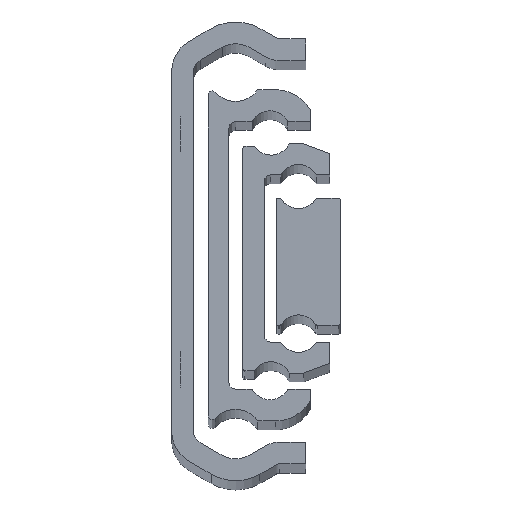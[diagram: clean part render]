
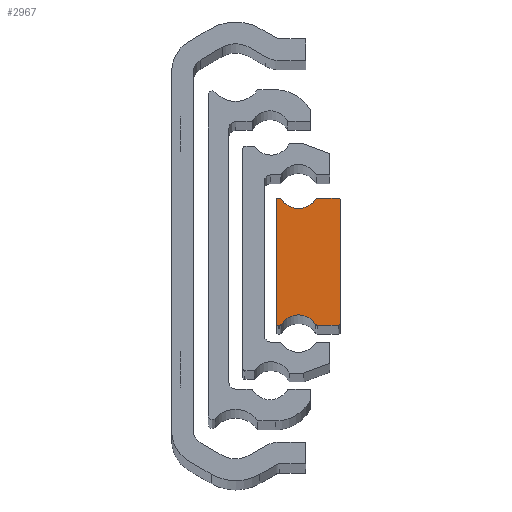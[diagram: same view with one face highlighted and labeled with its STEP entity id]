
A CAD part, top view. The second image highlights one B-rep face of the part: STEP entity #2967.
In plain terms, the highlighted planar face has unit normal (0, 0, 1).
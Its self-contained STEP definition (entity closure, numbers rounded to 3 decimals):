
#201 = VECTOR ( 'NONE', #2811, 1000. ) ;
#208 = ORIENTED_EDGE ( 'NONE', *, *, #2214, .T. ) ;
#209 = ORIENTED_EDGE ( 'NONE', *, *, #2211, .T. ) ;
#210 = ORIENTED_EDGE ( 'NONE', *, *, #2220, .T. ) ;
#211 = ORIENTED_EDGE ( 'NONE', *, *, #2940, .T. ) ;
#212 = ORIENTED_EDGE ( 'NONE', *, *, #2245, .T. ) ;
#213 = ORIENTED_EDGE ( 'NONE', *, *, #2936, .T. ) ;
#214 = ORIENTED_EDGE ( 'NONE', *, *, #3045, .T. ) ;
#215 = ORIENTED_EDGE ( 'NONE', *, *, #2235, .T. ) ;
#216 = ORIENTED_EDGE ( 'NONE', *, *, #2257, .T. ) ;
#217 = ORIENTED_EDGE ( 'NONE', *, *, #3194, .T. ) ;
#218 = ORIENTED_EDGE ( 'NONE', *, *, #2082, .T. ) ;
#219 = ORIENTED_EDGE ( 'NONE', *, *, #3207, .T. ) ;
#220 = ORIENTED_EDGE ( 'NONE', *, *, #2216, .T. ) ;
#464 = LINE ( 'NONE', #2804, #201 ) ;
#537 = CIRCLE ( 'NONE', #3333, 0.3 ) ;
#541 = LINE ( 'NONE', #2844, #543 ) ;
#542 = CIRCLE ( 'NONE', #3330, 3.04 ) ;
#543 = VECTOR ( 'NONE', #2721, 1000. ) ;
#544 = LINE ( 'NONE', #2834, #551 ) ;
#551 = VECTOR ( 'NONE', #2864, 1000. ) ;
#579 = CIRCLE ( 'NONE', #3338, 0.3 ) ;
#593 = LINE ( 'NONE', #2550, #594 ) ;
#594 = VECTOR ( 'NONE', #2567, 1000. ) ;
#614 = CIRCLE ( 'NONE', #3348, 3.04 ) ;
#658 = CIRCLE ( 'NONE', #3353, 0.2 ) ;
#663 = CIRCLE ( 'NONE', #3349, 0.2 ) ;
#708 = FACE_OUTER_BOUND ( 'NONE', #2432, .T. ) ;
#854 = LINE ( 'NONE', #1459, #855 ) ;
#855 = VECTOR ( 'NONE', #1460, 1000. ) ;
#938 = CIRCLE ( 'NONE', #3107, 0.3 ) ;
#960 = CIRCLE ( 'NONE', #3112, 0.3 ) ;
#1013 = LINE ( 'NONE', #1728, #1020 ) ;
#1020 = VECTOR ( 'NONE', #1729, 1000. ) ;
#1034 = CIRCLE ( 'NONE', #3130, 0.3 ) ;
#1133 = CIRCLE ( 'NONE', #3152, 0.3 ) ;
#1192 = CARTESIAN_POINT ( 'NONE',  ( 19.45, 9.2, 751.5 ) ) ;
#1193 = PLANE ( 'NONE',  #3383 ) ;
#1195 = DIRECTION ( 'NONE',  ( 0., 0., 1. ) ) ;
#1196 = DIRECTION ( 'NONE',  ( 1., 0., 0. ) ) ;
#1459 = CARTESIAN_POINT ( 'NONE',  ( 10.45, -9.5, 751.5 ) ) ;
#1460 = DIRECTION ( 'NONE',  ( 1., 0., 0. ) ) ;
#1600 = CARTESIAN_POINT ( 'NONE',  ( 16.32, -9.2, 751.5 ) ) ;
#1602 = DIRECTION ( 'NONE',  ( 0., 0., 1. ) ) ;
#1603 = DIRECTION ( 'NONE',  ( 1., 0., 0. ) ) ;
#1623 = CARTESIAN_POINT ( 'NONE',  ( 19.45, -9.2, 751.5 ) ) ;
#1633 = DIRECTION ( 'NONE',  ( 0., 0., 1. ) ) ;
#1634 = DIRECTION ( 'NONE',  ( 1., 0., 0. ) ) ;
#1728 = CARTESIAN_POINT ( 'NONE',  ( 19.45, 9.5, 751.5 ) ) ;
#1729 = DIRECTION ( 'NONE',  ( -1., 0., 0. ) ) ;
#1736 = CARTESIAN_POINT ( 'NONE',  ( 19.45, 9.2, 751.5 ) ) ;
#1742 = DIRECTION ( 'NONE',  ( 0., 0., 1. ) ) ;
#1743 = DIRECTION ( 'NONE',  ( 1., 0., 0. ) ) ;
#1875 = CARTESIAN_POINT ( 'NONE',  ( 16.32, 9.2, 751.5 ) ) ;
#1883 = DIRECTION ( 'NONE',  ( 0., 0., 1. ) ) ;
#1884 = DIRECTION ( 'NONE',  ( 1., 0., 0. ) ) ;
#2082 = EDGE_CURVE ( 'NONE', #2881, #2879, #464, .T. ) ;
#2111 = DIRECTION ( 'NONE',  ( 0., 0., 1. ) ) ;
#2115 = DIRECTION ( 'NONE',  ( 0., 0., 1. ) ) ;
#2136 = CARTESIAN_POINT ( 'NONE',  ( 10.45, -9.3, 751.5 ) ) ;
#2142 = CARTESIAN_POINT ( 'NONE',  ( 10.45, 9.3, 751.5 ) ) ;
#2143 = DIRECTION ( 'NONE',  ( 1., 0., 0. ) ) ;
#2150 = DIRECTION ( 'NONE',  ( 1., 0., 0. ) ) ;
#2211 = EDGE_CURVE ( 'NONE', #2611, #2903, #537, .T. ) ;
#2214 = EDGE_CURVE ( 'NONE', #2760, #2611, #542, .T. ) ;
#2216 = EDGE_CURVE ( 'NONE', #2823, #2802, #541, .T. ) ;
#2220 = EDGE_CURVE ( 'NONE', #2903, #2866, #544, .T. ) ;
#2235 = EDGE_CURVE ( 'NONE', #2799, #2781, #579, .T. ) ;
#2245 = EDGE_CURVE ( 'NONE', #2784, #2644, #593, .T. ) ;
#2257 = EDGE_CURVE ( 'NONE', #2781, #2871, #614, .T. ) ;
#2369 = ORIENTED_EDGE ( 'NONE', *, *, #3253, .T. ) ;
#2418 = ORIENTED_EDGE ( 'NONE', *, *, #3496, .T. ) ;
#2425 = ORIENTED_EDGE ( 'NONE', *, *, #3247, .T. ) ;
#2432 = EDGE_LOOP ( 'NONE', ( #2369, #2425, #2418, #208, #209, #210, #211, #212, #213, #214, #215, #216, #217, #218, #219, #220 ) ) ;
#2550 = CARTESIAN_POINT ( 'NONE',  ( 10.25, 9.3, 751.5 ) ) ;
#2567 = DIRECTION ( 'NONE',  ( 0., -1., 0. ) ) ;
#2581 = DIRECTION ( 'NONE',  ( 0., 0., 1. ) ) ;
#2582 = CARTESIAN_POINT ( 'NONE',  ( 10.68, -9.2, 751.5 ) ) ;
#2587 = DIRECTION ( 'NONE',  ( 1., 0., 0. ) ) ;
#2611 = VERTEX_POINT ( 'NONE', #3672 ) ;
#2641 = VERTEX_POINT ( 'NONE', #3665 ) ;
#2644 = VERTEX_POINT ( 'NONE', #3663 ) ;
#2721 = DIRECTION ( 'NONE',  ( 0., 1., 0. ) ) ;
#2753 = VERTEX_POINT ( 'NONE', #3711 ) ;
#2756 = VERTEX_POINT ( 'NONE', #3626 ) ;
#2760 = VERTEX_POINT ( 'NONE', #3624 ) ;
#2781 = VERTEX_POINT ( 'NONE', #3729 ) ;
#2784 = VERTEX_POINT ( 'NONE', #3519 ) ;
#2799 = VERTEX_POINT ( 'NONE', #3532 ) ;
#2802 = VERTEX_POINT ( 'NONE', #3554 ) ;
#2804 = CARTESIAN_POINT ( 'NONE',  ( 16.32, -9.5, 751.5 ) ) ;
#2811 = DIRECTION ( 'NONE',  ( 1., 0., 0. ) ) ;
#2823 = VERTEX_POINT ( 'NONE', #3561 ) ;
#2830 = CARTESIAN_POINT ( 'NONE',  ( 10.68, 9.2, 751.5 ) ) ;
#2834 = CARTESIAN_POINT ( 'NONE',  ( 10.68, 9.5, 751.5 ) ) ;
#2839 = DIRECTION ( 'NONE',  ( 0., 0., 1. ) ) ;
#2843 = DIRECTION ( 'NONE',  ( 1., 0., 0. ) ) ;
#2844 = CARTESIAN_POINT ( 'NONE',  ( 19.75, -9.2, 751.5 ) ) ;
#2851 = CARTESIAN_POINT ( 'NONE',  ( 13.5, 10.99, 751.5 ) ) ;
#2864 = DIRECTION ( 'NONE',  ( -1., 0., 0. ) ) ;
#2866 = VERTEX_POINT ( 'NONE', #3502 ) ;
#2871 = VERTEX_POINT ( 'NONE', #3507 ) ;
#2878 = DIRECTION ( 'NONE',  ( 0., 0., -1. ) ) ;
#2879 = VERTEX_POINT ( 'NONE', #3577 ) ;
#2881 = VERTEX_POINT ( 'NONE', #3583 ) ;
#2885 = DIRECTION ( 'NONE',  ( 1., 0., 0. ) ) ;
#2903 = VERTEX_POINT ( 'NONE', #3707 ) ;
#2936 = EDGE_CURVE ( 'NONE', #2644, #2756, #658, .T. ) ;
#2940 = EDGE_CURVE ( 'NONE', #2866, #2784, #663, .T. ) ;
#2967 = ADVANCED_FACE ( 'NONE', ( #708 ), #1193, .T. ) ;
#3045 = EDGE_CURVE ( 'NONE', #2756, #2799, #854, .T. ) ;
#3107 = AXIS2_PLACEMENT_3D ( 'NONE', #1600, #1602, #1603 ) ;
#3112 = AXIS2_PLACEMENT_3D ( 'NONE', #1623, #1633, #1634 ) ;
#3130 = AXIS2_PLACEMENT_3D ( 'NONE', #1736, #1742, #1743 ) ;
#3152 = AXIS2_PLACEMENT_3D ( 'NONE', #1875, #1883, #1884 ) ;
#3194 = EDGE_CURVE ( 'NONE', #2871, #2881, #938, .T. ) ;
#3207 = EDGE_CURVE ( 'NONE', #2879, #2823, #960, .T. ) ;
#3247 = EDGE_CURVE ( 'NONE', #2641, #2753, #1013, .T. ) ;
#3253 = EDGE_CURVE ( 'NONE', #2802, #2641, #1034, .T. ) ;
#3330 = AXIS2_PLACEMENT_3D ( 'NONE', #2851, #2878, #2885 ) ;
#3333 = AXIS2_PLACEMENT_3D ( 'NONE', #2830, #2839, #2843 ) ;
#3338 = AXIS2_PLACEMENT_3D ( 'NONE', #2582, #2581, #2587 ) ;
#3348 = AXIS2_PLACEMENT_3D ( 'NONE', #3591, #3639, #3638 ) ;
#3349 = AXIS2_PLACEMENT_3D ( 'NONE', #2142, #2115, #2150 ) ;
#3353 = AXIS2_PLACEMENT_3D ( 'NONE', #2136, #2111, #2143 ) ;
#3383 = AXIS2_PLACEMENT_3D ( 'NONE', #1192, #1195, #1196 ) ;
#3496 = EDGE_CURVE ( 'NONE', #2753, #2760, #1133, .T. ) ;
#3502 = CARTESIAN_POINT ( 'NONE',  ( 10.45, 9.5, 751.5 ) ) ;
#3507 = CARTESIAN_POINT ( 'NONE',  ( 16.067, -9.361, 751.5 ) ) ;
#3519 = CARTESIAN_POINT ( 'NONE',  ( 10.25, 9.3, 751.5 ) ) ;
#3532 = CARTESIAN_POINT ( 'NONE',  ( 10.68, -9.5, 751.5 ) ) ;
#3554 = CARTESIAN_POINT ( 'NONE',  ( 19.75, 9.2, 751.5 ) ) ;
#3561 = CARTESIAN_POINT ( 'NONE',  ( 19.75, -9.2, 751.5 ) ) ;
#3577 = CARTESIAN_POINT ( 'NONE',  ( 19.45, -9.5, 751.5 ) ) ;
#3583 = CARTESIAN_POINT ( 'NONE',  ( 16.32, -9.5, 751.5 ) ) ;
#3591 = CARTESIAN_POINT ( 'NONE',  ( 13.5, -10.99, 751.5 ) ) ;
#3624 = CARTESIAN_POINT ( 'NONE',  ( 16.067, 9.361, 751.5 ) ) ;
#3626 = CARTESIAN_POINT ( 'NONE',  ( 10.45, -9.5, 751.5 ) ) ;
#3638 = DIRECTION ( 'NONE',  ( 1., 0., 0. ) ) ;
#3639 = DIRECTION ( 'NONE',  ( 0., 0., -1. ) ) ;
#3663 = CARTESIAN_POINT ( 'NONE',  ( 10.25, -9.3, 751.5 ) ) ;
#3665 = CARTESIAN_POINT ( 'NONE',  ( 19.45, 9.5, 751.5 ) ) ;
#3672 = CARTESIAN_POINT ( 'NONE',  ( 10.933, 9.361, 751.5 ) ) ;
#3707 = CARTESIAN_POINT ( 'NONE',  ( 10.68, 9.5, 751.5 ) ) ;
#3711 = CARTESIAN_POINT ( 'NONE',  ( 16.32, 9.5, 751.5 ) ) ;
#3729 = CARTESIAN_POINT ( 'NONE',  ( 10.933, -9.361, 751.5 ) ) ;
